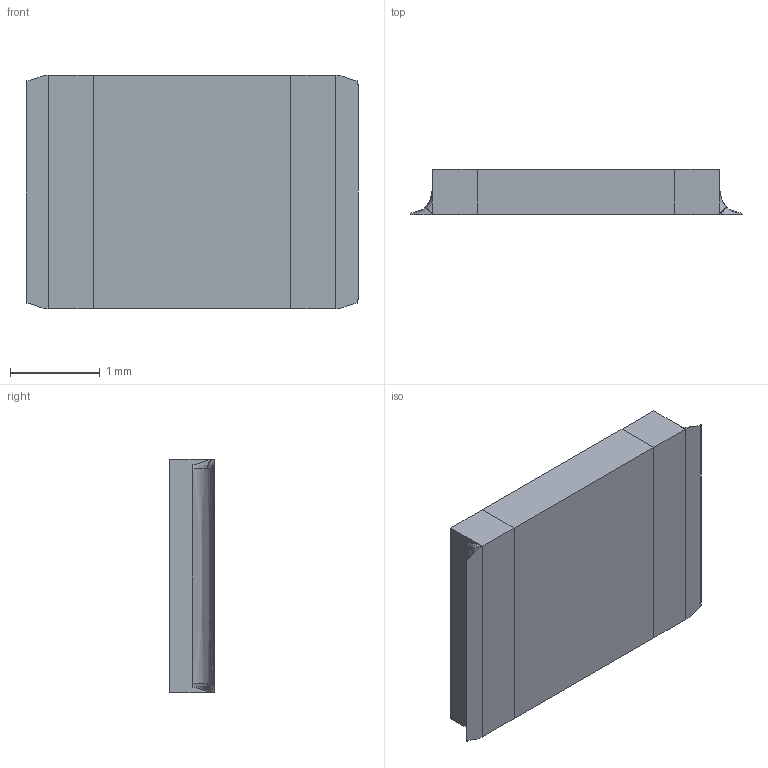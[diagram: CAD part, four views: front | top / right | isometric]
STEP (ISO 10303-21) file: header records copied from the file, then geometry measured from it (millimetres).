
FILE_DESCRIPTION(/* description */ (''),/* implementation_level */ '2;1');
FILE_NAME(/* name */ 'Resistor 1210.step',/* time_stamp */ '2019-07-19T17:02:28-07:00',/* author */ (''),/* organization */ (''),/* preprocessor_version */ 'ST-DEVELOPER v18',/* originating_system */ 'Autodesk Translation Framework v8.2.0.1029',/* authorisation */ '');
FILE_SCHEMA (('AUTOMOTIVE_DESIGN { 1 0 10303 214 3 1 1 }'));
Length unit declared in the file: millimetre
Products named in the file (1): 0402 Resistor
Bounding box: 3.7 x 0.5 x 2.6 mm (x, y, z)
Volume: 4.2 mm3; surface area: 33.1 mm2
Topology: 9 solids, 9 shells, 120 faces, 290 edges, 188 vertices
Faces by surface type: bspline 68, plane 48, cylinder 4
Entity records: 4814 total; most frequent: CARTESIAN_POINT 2433, ORIENTED_EDGE 580, EDGE_CURVE 290, DIRECTION 264, VERTEX_POINT 188, LINE 142, VECTOR 142, B_SPLINE_CURVE_WITH_KNOTS 140
